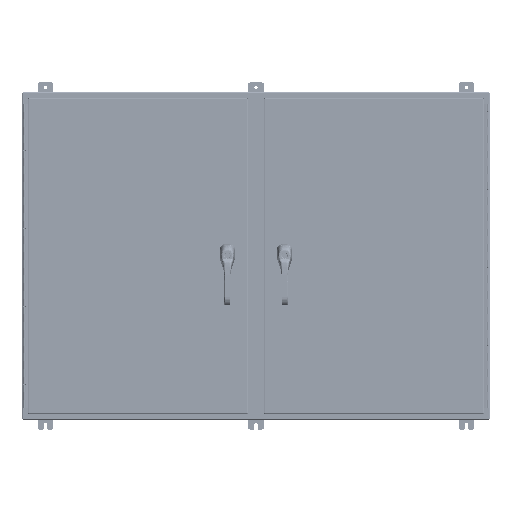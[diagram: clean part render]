
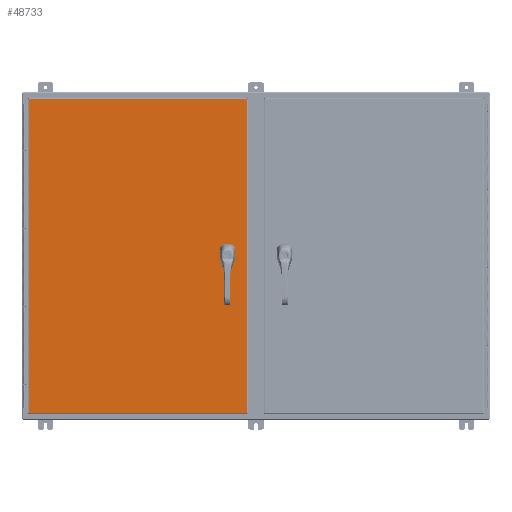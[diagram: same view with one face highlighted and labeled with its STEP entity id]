
A CAD part, top view. The second image highlights one B-rep face of the part: STEP entity #48733.
In plain terms, the highlighted planar face has unit normal (0, 0, 1).
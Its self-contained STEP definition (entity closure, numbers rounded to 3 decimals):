
#1217=FACE_BOUND('',#9504,.T.);
#1218=FACE_BOUND('',#9505,.T.);
#1219=FACE_BOUND('',#9506,.T.);
#1220=FACE_BOUND('',#9507,.T.);
#1666=CIRCLE('',#52710,0.453);
#1668=CIRCLE('',#52714,0.453);
#1670=CIRCLE('',#52718,0.453);
#1672=CIRCLE('',#52722,0.453);
#1673=CIRCLE('',#52724,0.14);
#1675=CIRCLE('',#52727,0.14);
#1677=CIRCLE('',#52730,0.14);
#6534=FACE_OUTER_BOUND('',#9503,.T.);
#9503=EDGE_LOOP('',(#33814,#33815,#33816,#33817));
#9504=EDGE_LOOP('',(#33818,#33819,#33820,#33821,#33822,#33823,#33824,#33825));
#9505=EDGE_LOOP('',(#33826));
#9506=EDGE_LOOP('',(#33827));
#9507=EDGE_LOOP('',(#33828));
#12828=LINE('',#78417,#16580);
#12832=LINE('',#78429,#16584);
#12836=LINE('',#78441,#16588);
#12840=LINE('',#78453,#16592);
#12845=LINE('',#78486,#16597);
#12857=LINE('',#78580,#16609);
#12872=LINE('',#78680,#16624);
#12887=LINE('',#78779,#16639);
#16580=VECTOR('',#59379,0.394);
#16584=VECTOR('',#59391,0.394);
#16588=VECTOR('',#59403,0.394);
#16592=VECTOR('',#59415,0.394);
#16597=VECTOR('',#59446,0.394);
#16609=VECTOR('',#59470,0.394);
#16624=VECTOR('',#59499,0.394);
#16639=VECTOR('',#59528,0.394);
#20275=VERTEX_POINT('',#78414);
#20276=VERTEX_POINT('',#78416);
#20278=VERTEX_POINT('',#78422);
#20280=VERTEX_POINT('',#78428);
#20282=VERTEX_POINT('',#78434);
#20284=VERTEX_POINT('',#78440);
#20286=VERTEX_POINT('',#78446);
#20288=VERTEX_POINT('',#78452);
#20289=VERTEX_POINT('',#78459);
#20291=VERTEX_POINT('',#78465);
#20293=VERTEX_POINT('',#78471);
#20295=VERTEX_POINT('',#78477);
#20296=VERTEX_POINT('',#78485);
#20304=VERTEX_POINT('',#78572);
#20314=VERTEX_POINT('',#78672);
#25208=EDGE_CURVE('',#20276,#20275,#12828,.T.);
#25211=EDGE_CURVE('',#20278,#20276,#1666,.T.);
#25214=EDGE_CURVE('',#20280,#20278,#12832,.T.);
#25217=EDGE_CURVE('',#20282,#20280,#1668,.T.);
#25220=EDGE_CURVE('',#20284,#20282,#12836,.T.);
#25223=EDGE_CURVE('',#20286,#20284,#1670,.T.);
#25226=EDGE_CURVE('',#20288,#20286,#12840,.T.);
#25229=EDGE_CURVE('',#20275,#20288,#1672,.T.);
#25230=EDGE_CURVE('',#20289,#20289,#1673,.T.);
#25233=EDGE_CURVE('',#20291,#20291,#1675,.T.);
#25236=EDGE_CURVE('',#20293,#20293,#1677,.T.);
#25240=EDGE_CURVE('',#20296,#20295,#12845,.T.);
#25256=EDGE_CURVE('',#20295,#20304,#12857,.T.);
#25275=EDGE_CURVE('',#20304,#20314,#12872,.T.);
#25294=EDGE_CURVE('',#20314,#20296,#12887,.T.);
#33814=ORIENTED_EDGE('',*,*,#25240,.T.);
#33815=ORIENTED_EDGE('',*,*,#25256,.T.);
#33816=ORIENTED_EDGE('',*,*,#25275,.T.);
#33817=ORIENTED_EDGE('',*,*,#25294,.T.);
#33818=ORIENTED_EDGE('',*,*,#25208,.T.);
#33819=ORIENTED_EDGE('',*,*,#25229,.T.);
#33820=ORIENTED_EDGE('',*,*,#25226,.T.);
#33821=ORIENTED_EDGE('',*,*,#25223,.T.);
#33822=ORIENTED_EDGE('',*,*,#25220,.T.);
#33823=ORIENTED_EDGE('',*,*,#25217,.T.);
#33824=ORIENTED_EDGE('',*,*,#25214,.T.);
#33825=ORIENTED_EDGE('',*,*,#25211,.T.);
#33826=ORIENTED_EDGE('',*,*,#25230,.T.);
#33827=ORIENTED_EDGE('',*,*,#25233,.T.);
#33828=ORIENTED_EDGE('',*,*,#25236,.T.);
#46204=PLANE('',#52759);
#48733=ADVANCED_FACE('',(#6534,#1217,#1218,#1219,#1220),#46204,.T.);
#52710=AXIS2_PLACEMENT_3D('',#78423,#59385,#59386);
#52714=AXIS2_PLACEMENT_3D('',#78435,#59397,#59398);
#52718=AXIS2_PLACEMENT_3D('',#78447,#59409,#59410);
#52722=AXIS2_PLACEMENT_3D('',#78457,#59421,#59422);
#52724=AXIS2_PLACEMENT_3D('',#78460,#59425,#59426);
#52727=AXIS2_PLACEMENT_3D('',#78466,#59432,#59433);
#52730=AXIS2_PLACEMENT_3D('',#78472,#59439,#59440);
#52759=AXIS2_PLACEMENT_3D('',#78865,#59553,#59554);
#59379=DIRECTION('',(0.,-1.,0.));
#59385=DIRECTION('center_axis',(0.,0.,-1.));
#59386=DIRECTION('ref_axis',(0.882,0.471,0.));
#59391=DIRECTION('',(1.,0.,0.));
#59397=DIRECTION('center_axis',(0.,0.,-1.));
#59398=DIRECTION('ref_axis',(-0.471,0.882,0.));
#59403=DIRECTION('',(0.,1.,0.));
#59409=DIRECTION('center_axis',(0.,0.,-1.));
#59410=DIRECTION('ref_axis',(-0.882,-0.471,0.));
#59415=DIRECTION('',(-1.,0.,0.));
#59421=DIRECTION('center_axis',(0.,0.,-1.));
#59422=DIRECTION('ref_axis',(0.471,-0.882,0.));
#59425=DIRECTION('center_axis',(0.,0.,-1.));
#59426=DIRECTION('ref_axis',(-1.,0.,0.));
#59432=DIRECTION('center_axis',(0.,0.,-1.));
#59433=DIRECTION('ref_axis',(-1.,0.,0.));
#59439=DIRECTION('center_axis',(0.,0.,-1.));
#59440=DIRECTION('ref_axis',(-1.,0.,0.));
#59446=DIRECTION('',(0.,-1.,0.));
#59470=DIRECTION('',(1.,0.,0.));
#59499=DIRECTION('',(0.,1.,0.));
#59528=DIRECTION('',(-1.,0.,0.));
#59553=DIRECTION('center_axis',(0.,0.,1.));
#59554=DIRECTION('ref_axis',(1.,0.,0.));
#78414=CARTESIAN_POINT('',(11.857,-0.214,0.074));
#78416=CARTESIAN_POINT('',(11.857,0.214,0.074));
#78417=CARTESIAN_POINT('',(11.857,-0.107,0.074));
#78422=CARTESIAN_POINT('',(11.671,0.4,0.074));
#78423=CARTESIAN_POINT('Origin',(11.457,0.,0.074));
#78428=CARTESIAN_POINT('',(11.244,0.4,0.074));
#78429=CARTESIAN_POINT('',(5.835,0.4,0.074));
#78434=CARTESIAN_POINT('',(11.058,0.214,0.074));
#78435=CARTESIAN_POINT('Origin',(11.457,0.,0.074));
#78440=CARTESIAN_POINT('',(11.058,-0.214,0.074));
#78441=CARTESIAN_POINT('',(11.058,0.107,0.074));
#78446=CARTESIAN_POINT('',(11.244,-0.4,0.074));
#78447=CARTESIAN_POINT('Origin',(11.457,0.,
0.074));
#78452=CARTESIAN_POINT('',(11.671,-0.4,0.074));
#78453=CARTESIAN_POINT('',(5.622,-0.4,0.074));
#78457=CARTESIAN_POINT('Origin',(11.457,0.,
0.074));
#78459=CARTESIAN_POINT('',(11.597,0.885,0.074));
#78460=CARTESIAN_POINT('Origin',(11.457,0.885,0.074));
#78465=CARTESIAN_POINT('',(11.597,-0.886,0.074));
#78466=CARTESIAN_POINT('Origin',(11.457,-0.886,0.074));
#78471=CARTESIAN_POINT('',(11.597,-1.378,0.074));
#78472=CARTESIAN_POINT('Origin',(11.457,-1.378,0.074));
#78477=CARTESIAN_POINT('',(-14.02,-20.145,0.074));
#78485=CARTESIAN_POINT('',(-14.02,20.145,0.074));
#78486=CARTESIAN_POINT('',(-14.02,10.072,0.074));
#78572=CARTESIAN_POINT('',(14.02,-20.145,0.074));
#78580=CARTESIAN_POINT('',(-7.01,-20.145,0.074));
#78672=CARTESIAN_POINT('',(14.02,20.145,0.074));
#78680=CARTESIAN_POINT('',(14.02,-10.072,0.074));
#78779=CARTESIAN_POINT('',(7.01,20.145,0.074));
#78865=CARTESIAN_POINT('Origin',(0.,0.,
0.074));
